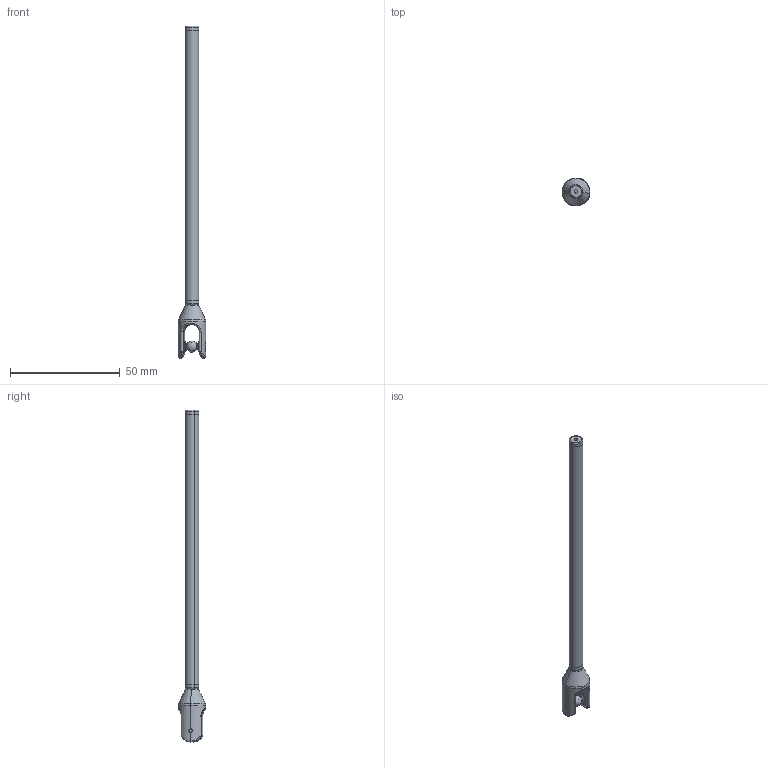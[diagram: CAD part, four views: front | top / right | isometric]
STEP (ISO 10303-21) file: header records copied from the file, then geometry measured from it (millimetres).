
FILE_DESCRIPTION (( 'STEP AP203' ), '1' );
FILE_NAME ('linear_motor_rod_assembly.STEP', '2019-08-21T18:52:20', ( '' ), ( '' ), 'SwSTEP 2.0', 'SolidWorks 2018', '' );
FILE_SCHEMA (( 'CONFIG_CONTROL_DESIGN' ));
Length unit declared in the file: millimetre
Products named in the file (5): 91294A009_91294A009; rod_end; LM1247_060_Rod; linear_motor_rod_assembly; dogbone_link2
Assembly tree (5 placements, depth 2):
  linear_motor_rod_assembly
    LM1247_060_Rod
    dogbone_link2
    rod_end
    91294A009_91294A009  x2
Bounding box: 12.7 x 12.7 x 151.16 mm (x, y, z)
Volume: 5355.2 mm3; surface area: 4121.9 mm2
Topology: 5 solids, 5 shells, 384 faces, 1015 edges, 636 vertices
Faces by surface type: cylinder 260, plane 41, cone 36, bspline 19, torus 16, sphere 12
Entity records: 11041 total; most frequent: CARTESIAN_POINT 5184, ORIENTED_EDGE 1258, DIRECTION 1012, EDGE_CURVE 629, AXIS2_PLACEMENT_3D 403, VERTEX_POINT 390, EDGE_LOOP 263, ADVANCED_FACE 251
